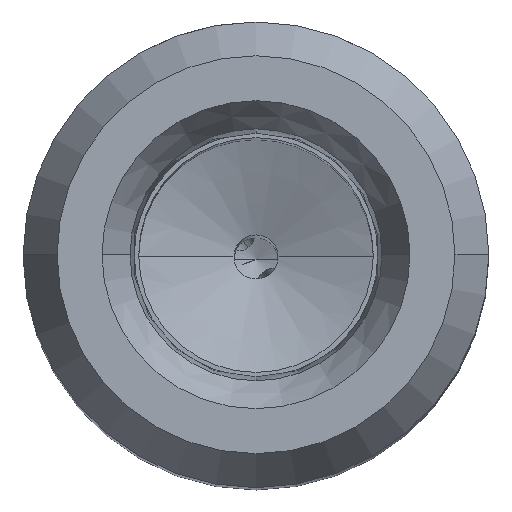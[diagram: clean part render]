
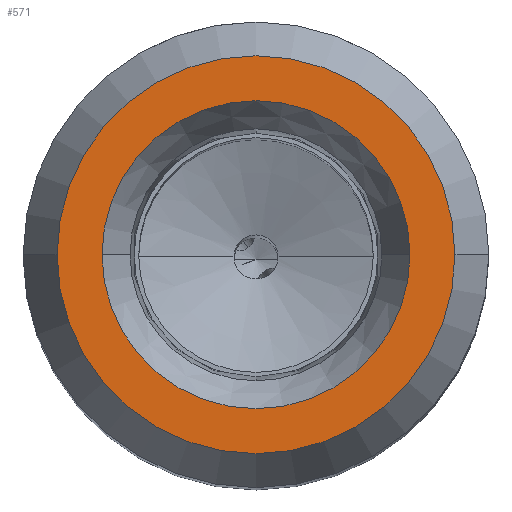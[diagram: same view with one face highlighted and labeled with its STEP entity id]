
A CAD part, top view. The second image highlights one B-rep face of the part: STEP entity #571.
In plain terms, the highlighted planar face has unit normal (0, 0, 1).
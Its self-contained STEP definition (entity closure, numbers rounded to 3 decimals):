
#156=FACE_BOUND('',#986,.T.);
#157=FACE_BOUND('',#987,.T.);
#191=PLANE('',#3953);
#571=ADVANCED_FACE('',(#156,#157),#191,.T.);
#986=EDGE_LOOP('',(#1563,#1564));
#987=EDGE_LOOP('',(#1565,#1566));
#1169=CIRCLE('',#3947,5.25);
#1170=CIRCLE('',#3949,5.25);
#1171=CIRCLE('',#3951,6.783);
#1172=CIRCLE('',#3952,6.783);
#1563=ORIENTED_EDGE('',*,*,#3036,.T.);
#1564=ORIENTED_EDGE('',*,*,#3037,.T.);
#1565=ORIENTED_EDGE('',*,*,#3038,.T.);
#1566=ORIENTED_EDGE('',*,*,#3039,.T.);
#2580=VERTEX_POINT('',#5980);
#2581=VERTEX_POINT('',#5982);
#2582=VERTEX_POINT('',#5988);
#2583=VERTEX_POINT('',#5989);
#3036=EDGE_CURVE('',#2580,#2581,#1169,.T.);
#3037=EDGE_CURVE('',#2581,#2580,#1170,.T.);
#3038=EDGE_CURVE('',#2582,#2583,#1171,.T.);
#3039=EDGE_CURVE('',#2583,#2582,#1172,.T.);
#3947=AXIS2_PLACEMENT_3D('',#5983,#4454,#4455);
#3949=AXIS2_PLACEMENT_3D('',#5985,#4458,#4459);
#3951=AXIS2_PLACEMENT_3D('',#5987,#4462,#4463);
#3952=AXIS2_PLACEMENT_3D('',#5990,#4464,#4465);
#3953=AXIS2_PLACEMENT_3D('',#5991,#4466,#4467);
#4454=DIRECTION('',(0.,0.,-1.));
#4455=DIRECTION('',(-1.,0.,0.));
#4458=DIRECTION('',(0.,0.,-1.));
#4459=DIRECTION('',(1.,0.,0.));
#4462=DIRECTION('',(0.,0.,1.));
#4463=DIRECTION('',(-1.,0.,0.));
#4464=DIRECTION('',(0.,0.,1.));
#4465=DIRECTION('',(1.,0.,0.));
#4466=DIRECTION('',(0.,0.,1.));
#4467=DIRECTION('',(-1.,0.,0.));
#5980=CARTESIAN_POINT('',(-5.25,0.,24.5));
#5982=CARTESIAN_POINT('',(5.25,0.,24.5));
#5983=CARTESIAN_POINT('',(0.,0.,24.5));
#5985=CARTESIAN_POINT('',(0.,0.,24.5));
#5987=CARTESIAN_POINT('',(0.,0.,24.5));
#5988=CARTESIAN_POINT('',(-6.783,0.,24.5));
#5989=CARTESIAN_POINT('',(6.783,0.,24.5));
#5990=CARTESIAN_POINT('',(0.,0.,24.5));
#5991=CARTESIAN_POINT('',(0.,0.,24.5));
